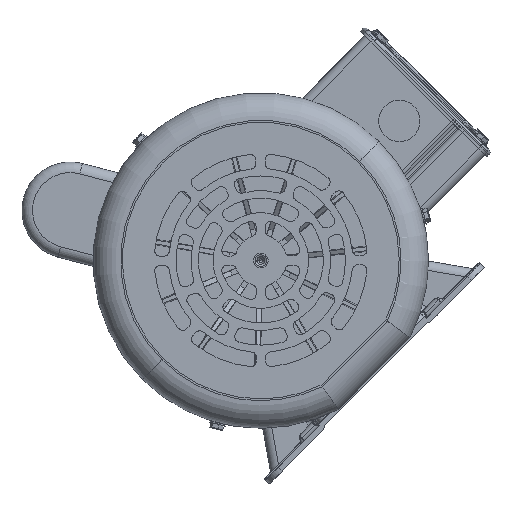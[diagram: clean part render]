
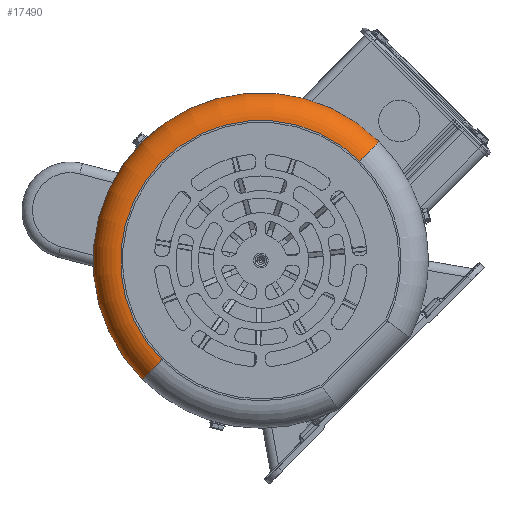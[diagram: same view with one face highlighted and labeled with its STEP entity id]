
A CAD part, left-side view. The second image highlights one B-rep face of the part: STEP entity #17490.
In plain terms, the highlighted toroidal (fillet/blend) face has major radius 76.25 mm and minor radius 15 mm.
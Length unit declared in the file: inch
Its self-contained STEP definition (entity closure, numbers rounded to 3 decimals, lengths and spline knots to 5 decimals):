
#456 = CARTESIAN_POINT ( 'NONE',  ( -3.00197, 0., 0.59055 ) ) ;
#2408 = CARTESIAN_POINT ( 'NONE',  ( 3.00197, 0., 0. ) ) ;
#4395 = EDGE_CURVE ( 'NONE', #65304, #75606, #86248, .T. ) ;
#9416 = CARTESIAN_POINT ( 'NONE',  ( -3.59252, 0., 0. ) ) ;
#9466 = DIRECTION ( 'NONE',  ( 0., 0., -1. ) ) ;
#12980 = CARTESIAN_POINT ( 'NONE',  ( 0., 0., 0. ) ) ;
#17490 = ADVANCED_FACE ( 'NONE', ( #29910 ), #46363, .T. ) ;
#18627 = VERTEX_POINT ( 'NONE', #9416 ) ;
#19405 = EDGE_CURVE ( 'NONE', #27167, #65304, #21631, .T. ) ;
#19994 = DIRECTION ( 'NONE',  ( 1., 0., 0. ) ) ;
#20171 = DIRECTION ( 'NONE',  ( 0., 1., 0. ) ) ;
#21631 = CIRCLE ( 'NONE', #57928, 0.59055 ) ;
#25316 = CARTESIAN_POINT ( 'NONE',  ( 0., 0., 0. ) ) ;
#27167 = VERTEX_POINT ( 'NONE', #36841 ) ;
#27848 = AXIS2_PLACEMENT_3D ( 'NONE', #41955, #34856, #48983 ) ;
#29910 = FACE_OUTER_BOUND ( 'NONE', #69419, .T. ) ;
#32541 = CARTESIAN_POINT ( 'NONE',  ( 3.00197, 0., 0.59055 ) ) ;
#34856 = DIRECTION ( 'NONE',  ( 0., 0., 1. ) ) ;
#36841 = CARTESIAN_POINT ( 'NONE',  ( 3.59252, 0., 0. ) ) ;
#41053 = ORIENTED_EDGE ( 'NONE', *, *, #70045, .F. ) ;
#41955 = CARTESIAN_POINT ( 'NONE',  ( 0., 0., 0.59055 ) ) ;
#46363 = TOROIDAL_SURFACE ( 'NONE', #67190, 3.00197, 0.59055 ) ;
#48983 = DIRECTION ( 'NONE',  ( 1., 0., 0. ) ) ;
#49694 = AXIS2_PLACEMENT_3D ( 'NONE', #12980, #61981, #19994 ) ;
#50869 = ORIENTED_EDGE ( 'NONE', *, *, #60513, .T. ) ;
#51404 = DIRECTION ( 'NONE',  ( 0., -1., 0. ) ) ;
#57928 = AXIS2_PLACEMENT_3D ( 'NONE', #2408, #51404, #9466 ) ;
#60513 = EDGE_CURVE ( 'NONE', #18627, #75606, #73358, .T. ) ;
#61981 = DIRECTION ( 'NONE',  ( 0., 0., -1. ) ) ;
#62157 = CARTESIAN_POINT ( 'NONE',  ( -3.00197, 0., 0. ) ) ;
#62395 = ORIENTED_EDGE ( 'NONE', *, *, #19405, .F. ) ;
#63014 = CIRCLE ( 'NONE', #49694, 3.59252 ) ;
#65304 = VERTEX_POINT ( 'NONE', #32541 ) ;
#67190 = AXIS2_PLACEMENT_3D ( 'NONE', #25316, #67289, #74317 ) ;
#67289 = DIRECTION ( 'NONE',  ( 0., 0., 1. ) ) ;
#68522 = AXIS2_PLACEMENT_3D ( 'NONE', #62157, #20171, #69184 ) ;
#69184 = DIRECTION ( 'NONE',  ( -1., 0., 0. ) ) ;
#69419 = EDGE_LOOP ( 'NONE', ( #41053, #50869, #80127, #62395 ) ) ;
#70045 = EDGE_CURVE ( 'NONE', #18627, #27167, #63014, .T. ) ;
#73358 = CIRCLE ( 'NONE', #68522, 0.59055 ) ;
#74317 = DIRECTION ( 'NONE',  ( 1., 0., 0. ) ) ;
#75606 = VERTEX_POINT ( 'NONE', #456 ) ;
#80127 = ORIENTED_EDGE ( 'NONE', *, *, #4395, .F. ) ;
#86248 = CIRCLE ( 'NONE', #27848, 3.00197 ) ;
